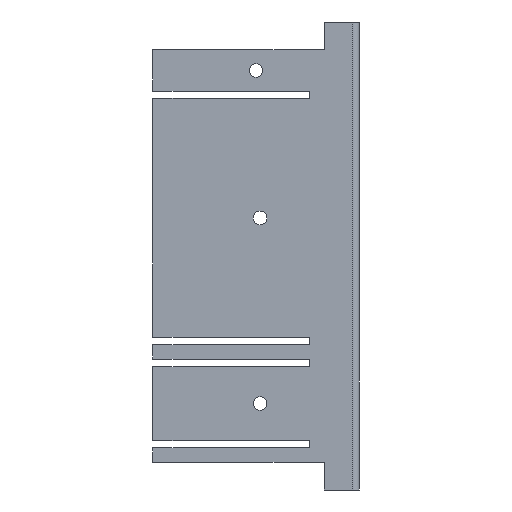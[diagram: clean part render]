
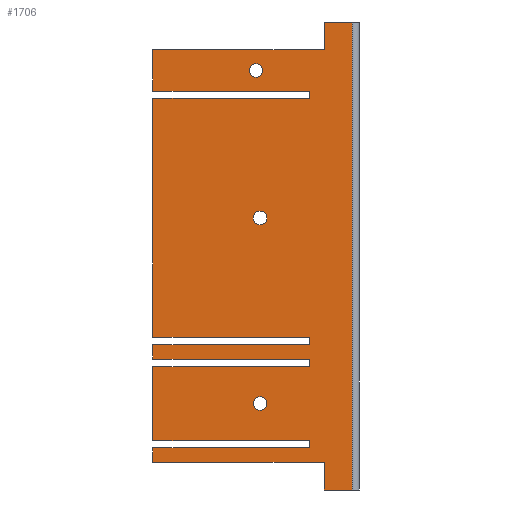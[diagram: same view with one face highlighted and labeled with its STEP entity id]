
A CAD part, left-side view. The second image highlights one B-rep face of the part: STEP entity #1706.
In plain terms, the highlighted planar face has unit normal (-1, 0, 0).
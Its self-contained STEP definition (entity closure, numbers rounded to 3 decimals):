
#18=FACE_BOUND('',#219,.T.);
#19=FACE_BOUND('',#220,.T.);
#20=FACE_BOUND('',#221,.T.);
#72=PLANE('',#1820);
#128=FACE_OUTER_BOUND('',#218,.T.);
#218=EDGE_LOOP('',(#1255,#1256,#1257,#1258,#1259,#1260,#1261,#1262,#1263,
#1264,#1265,#1266,#1267,#1268,#1269,#1270,#1271,#1272,#1273,#1274,#1275,
#1276,#1277,#1278));
#219=EDGE_LOOP('',(#1279));
#220=EDGE_LOOP('',(#1280));
#221=EDGE_LOOP('',(#1281));
#347=LINE('',#2514,#520);
#350=LINE('',#2520,#523);
#354=LINE('',#2527,#527);
#357=LINE('',#2535,#530);
#360=LINE('',#2541,#533);
#364=LINE('',#2548,#537);
#384=LINE('',#2589,#557);
#385=LINE('',#2592,#558);
#387=LINE('',#2595,#560);
#388=LINE('',#2597,#561);
#389=LINE('',#2599,#562);
#390=LINE('',#2601,#563);
#391=LINE('',#2603,#564);
#392=LINE('',#2605,#565);
#393=LINE('',#2607,#566);
#394=LINE('',#2609,#567);
#395=LINE('',#2611,#568);
#396=LINE('',#2613,#569);
#397=LINE('',#2615,#570);
#398=LINE('',#2617,#571);
#399=LINE('',#2619,#572);
#400=LINE('',#2621,#573);
#401=LINE('',#2623,#574);
#402=LINE('',#2624,#575);
#520=VECTOR('',#2017,10.);
#523=VECTOR('',#2022,10.);
#527=VECTOR('',#2028,10.);
#530=VECTOR('',#2033,10.);
#533=VECTOR('',#2038,10.);
#537=VECTOR('',#2044,10.);
#557=VECTOR('',#2070,10.);
#558=VECTOR('',#2073,10.);
#560=VECTOR('',#2077,10.);
#561=VECTOR('',#2078,10.);
#562=VECTOR('',#2079,10.);
#563=VECTOR('',#2080,10.);
#564=VECTOR('',#2081,10.);
#565=VECTOR('',#2082,10.);
#566=VECTOR('',#2083,10.);
#567=VECTOR('',#2084,10.);
#568=VECTOR('',#2085,10.);
#569=VECTOR('',#2086,10.);
#570=VECTOR('',#2087,10.);
#571=VECTOR('',#2088,10.);
#572=VECTOR('',#2089,10.);
#573=VECTOR('',#2090,10.);
#574=VECTOR('',#2091,10.);
#575=VECTOR('',#2092,10.);
#681=CIRCLE('',#1805,1.65);
#683=CIRCLE('',#1808,1.65);
#686=CIRCLE('',#1821,1.65);
#763=VERTEX_POINT('',#2496);
#765=VERTEX_POINT('',#2502);
#769=VERTEX_POINT('',#2511);
#770=VERTEX_POINT('',#2513);
#772=VERTEX_POINT('',#2519);
#774=VERTEX_POINT('',#2525);
#777=VERTEX_POINT('',#2532);
#778=VERTEX_POINT('',#2534);
#780=VERTEX_POINT('',#2540);
#782=VERTEX_POINT('',#2546);
#800=VERTEX_POINT('',#2587);
#801=VERTEX_POINT('',#2591);
#802=VERTEX_POINT('',#2596);
#803=VERTEX_POINT('',#2598);
#804=VERTEX_POINT('',#2600);
#805=VERTEX_POINT('',#2602);
#806=VERTEX_POINT('',#2604);
#807=VERTEX_POINT('',#2606);
#808=VERTEX_POINT('',#2608);
#809=VERTEX_POINT('',#2610);
#810=VERTEX_POINT('',#2612);
#811=VERTEX_POINT('',#2614);
#812=VERTEX_POINT('',#2616);
#813=VERTEX_POINT('',#2618);
#814=VERTEX_POINT('',#2620);
#815=VERTEX_POINT('',#2622);
#816=VERTEX_POINT('',#2625);
#933=EDGE_CURVE('',#763,#763,#681,.T.);
#936=EDGE_CURVE('',#765,#765,#683,.T.);
#941=EDGE_CURVE('',#770,#769,#347,.T.);
#944=EDGE_CURVE('',#772,#770,#350,.T.);
#948=EDGE_CURVE('',#769,#774,#354,.T.);
#951=EDGE_CURVE('',#778,#777,#357,.T.);
#954=EDGE_CURVE('',#780,#778,#360,.T.);
#958=EDGE_CURVE('',#777,#782,#364,.T.);
#979=EDGE_CURVE('',#782,#800,#384,.T.);
#980=EDGE_CURVE('',#801,#772,#385,.T.);
#982=EDGE_CURVE('',#774,#780,#387,.T.);
#983=EDGE_CURVE('',#800,#802,#388,.T.);
#984=EDGE_CURVE('',#802,#803,#389,.T.);
#985=EDGE_CURVE('',#803,#804,#390,.T.);
#986=EDGE_CURVE('',#804,#805,#391,.T.);
#987=EDGE_CURVE('',#805,#806,#392,.T.);
#988=EDGE_CURVE('',#806,#807,#393,.T.);
#989=EDGE_CURVE('',#807,#808,#394,.T.);
#990=EDGE_CURVE('',#808,#809,#395,.T.);
#991=EDGE_CURVE('',#809,#810,#396,.T.);
#992=EDGE_CURVE('',#810,#811,#397,.T.);
#993=EDGE_CURVE('',#811,#812,#398,.T.);
#994=EDGE_CURVE('',#812,#813,#399,.T.);
#995=EDGE_CURVE('',#813,#814,#400,.T.);
#996=EDGE_CURVE('',#814,#815,#401,.T.);
#997=EDGE_CURVE('',#815,#801,#402,.T.);
#998=EDGE_CURVE('',#816,#816,#686,.T.);
#1255=ORIENTED_EDGE('',*,*,#944,.T.);
#1256=ORIENTED_EDGE('',*,*,#941,.T.);
#1257=ORIENTED_EDGE('',*,*,#948,.T.);
#1258=ORIENTED_EDGE('',*,*,#982,.T.);
#1259=ORIENTED_EDGE('',*,*,#954,.T.);
#1260=ORIENTED_EDGE('',*,*,#951,.T.);
#1261=ORIENTED_EDGE('',*,*,#958,.T.);
#1262=ORIENTED_EDGE('',*,*,#979,.T.);
#1263=ORIENTED_EDGE('',*,*,#983,.T.);
#1264=ORIENTED_EDGE('',*,*,#984,.T.);
#1265=ORIENTED_EDGE('',*,*,#985,.T.);
#1266=ORIENTED_EDGE('',*,*,#986,.T.);
#1267=ORIENTED_EDGE('',*,*,#987,.T.);
#1268=ORIENTED_EDGE('',*,*,#988,.T.);
#1269=ORIENTED_EDGE('',*,*,#989,.T.);
#1270=ORIENTED_EDGE('',*,*,#990,.T.);
#1271=ORIENTED_EDGE('',*,*,#991,.T.);
#1272=ORIENTED_EDGE('',*,*,#992,.T.);
#1273=ORIENTED_EDGE('',*,*,#993,.T.);
#1274=ORIENTED_EDGE('',*,*,#994,.T.);
#1275=ORIENTED_EDGE('',*,*,#995,.T.);
#1276=ORIENTED_EDGE('',*,*,#996,.T.);
#1277=ORIENTED_EDGE('',*,*,#997,.T.);
#1278=ORIENTED_EDGE('',*,*,#980,.T.);
#1279=ORIENTED_EDGE('',*,*,#933,.T.);
#1280=ORIENTED_EDGE('',*,*,#936,.T.);
#1281=ORIENTED_EDGE('',*,*,#998,.T.);
#1706=ADVANCED_FACE('',(#128,#18,#19,#20),#72,.F.);
#1805=AXIS2_PLACEMENT_3D('',#2497,#2001,#2002);
#1808=AXIS2_PLACEMENT_3D('',#2503,#2008,#2009);
#1820=AXIS2_PLACEMENT_3D('',#2594,#2075,#2076);
#1821=AXIS2_PLACEMENT_3D('',#2626,#2093,#2094);
#2001=DIRECTION('center_axis',(1.,0.,0.));
#2002=DIRECTION('ref_axis',(0.,-1.,0.));
#2008=DIRECTION('center_axis',(1.,0.,0.));
#2009=DIRECTION('ref_axis',(0.,-1.,0.));
#2017=DIRECTION('',(0.,0.,-1.));
#2022=DIRECTION('',(0.,-1.,0.));
#2028=DIRECTION('',(0.,1.,0.));
#2033=DIRECTION('',(0.,0.,-1.));
#2038=DIRECTION('',(0.,-1.,0.));
#2044=DIRECTION('',(0.,1.,0.));
#2070=DIRECTION('',(0.,0.,-1.));
#2073=DIRECTION('',(0.,0.,-1.));
#2075=DIRECTION('center_axis',(1.,0.,0.));
#2076=DIRECTION('ref_axis',(0.,1.,0.));
#2077=DIRECTION('',(0.,0.,-1.));
#2078=DIRECTION('',(0.,-1.,0.));
#2079=DIRECTION('',(0.,0.,-1.));
#2080=DIRECTION('',(0.,-1.,0.));
#2081=DIRECTION('',(0.,0.,1.));
#2082=DIRECTION('',(0.,1.,0.));
#2083=DIRECTION('',(0.,0.,-1.));
#2084=DIRECTION('',(0.,1.,0.));
#2085=DIRECTION('',(0.,0.,-1.));
#2086=DIRECTION('',(0.,-1.,0.));
#2087=DIRECTION('',(0.,0.,-1.));
#2088=DIRECTION('',(0.,1.,0.));
#2089=DIRECTION('',(0.,0.,-1.));
#2090=DIRECTION('',(0.,-1.,0.));
#2091=DIRECTION('',(0.,0.,-1.));
#2092=DIRECTION('',(0.,1.,0.));
#2093=DIRECTION('center_axis',(1.,0.,0.));
#2094=DIRECTION('ref_axis',(0.,1.,0.));
#2496=CARTESIAN_POINT('',(0.,25.65,-47.5));
#2497=CARTESIAN_POINT('Origin',(0.,24.,-47.5));
#2502=CARTESIAN_POINT('',(0.,25.65,-92.525));
#2503=CARTESIAN_POINT('Origin',(0.,24.,-92.525));
#2511=CARTESIAN_POINT('',(0.,12.,-83.55));
#2513=CARTESIAN_POINT('',(0.,12.,-81.75));
#2514=CARTESIAN_POINT('',(0.,12.,-69.25));
#2519=CARTESIAN_POINT('',(0.,50.,-81.75));
#2520=CARTESIAN_POINT('',(0.,27.125,-81.75));
#2525=CARTESIAN_POINT('',(0.,50.,-83.55));
#2527=CARTESIAN_POINT('',(0.,8.125,-83.55));
#2532=CARTESIAN_POINT('',(0.,12.,-103.3));
#2534=CARTESIAN_POINT('',(0.,12.,-101.5));
#2535=CARTESIAN_POINT('',(0.,12.,-79.125));
#2540=CARTESIAN_POINT('',(0.,50.,-101.5));
#2541=CARTESIAN_POINT('',(0.,27.125,-101.5));
#2546=CARTESIAN_POINT('',(0.,50.,-103.3));
#2548=CARTESIAN_POINT('',(0.,8.125,-103.3));
#2587=CARTESIAN_POINT('',(0.,50.,-106.75));
#2589=CARTESIAN_POINT('',(0.,50.,-6.75));
#2591=CARTESIAN_POINT('',(0.,50.,-78.25));
#2592=CARTESIAN_POINT('',(0.,50.,-6.75));
#2594=CARTESIAN_POINT('Origin',(0.,4.25,-56.75));
#2595=CARTESIAN_POINT('',(0.,50.,-6.75));
#2596=CARTESIAN_POINT('',(0.,8.5,-106.75));
#2597=CARTESIAN_POINT('',(0.,50.,-106.75));
#2598=CARTESIAN_POINT('',(0.,8.5,-113.5));
#2599=CARTESIAN_POINT('',(0.,8.5,0.));
#2600=CARTESIAN_POINT('',(0.,1.626,-113.5));
#2601=CARTESIAN_POINT('',(0.,8.5,-113.5));
#2602=CARTESIAN_POINT('',(0.,1.626,0.));
#2603=CARTESIAN_POINT('',(0.,1.626,-28.375));
#2604=CARTESIAN_POINT('',(0.,8.5,0.));
#2605=CARTESIAN_POINT('',(0.,0.,0.));
#2606=CARTESIAN_POINT('',(0.,8.5,-6.75));
#2607=CARTESIAN_POINT('',(0.,8.5,0.));
#2608=CARTESIAN_POINT('',(0.,50.,-6.75));
#2609=CARTESIAN_POINT('',(0.,8.5,-6.75));
#2610=CARTESIAN_POINT('',(0.,50.,-16.75));
#2611=CARTESIAN_POINT('',(0.,50.,-6.75));
#2612=CARTESIAN_POINT('',(0.,12.,-16.75));
#2613=CARTESIAN_POINT('',(0.,8.125,-16.75));
#2614=CARTESIAN_POINT('',(0.,12.,-18.55));
#2615=CARTESIAN_POINT('',(0.,12.,-37.65));
#2616=CARTESIAN_POINT('',(0.,50.,-18.55));
#2617=CARTESIAN_POINT('',(0.,27.125,-18.55));
#2618=CARTESIAN_POINT('',(0.,50.,-76.45));
#2619=CARTESIAN_POINT('',(0.,50.,-6.75));
#2620=CARTESIAN_POINT('',(0.,12.,-76.45));
#2621=CARTESIAN_POINT('',(0.,8.125,-76.45));
#2622=CARTESIAN_POINT('',(0.,12.,-78.25));
#2623=CARTESIAN_POINT('',(0.,12.,-67.5));
#2624=CARTESIAN_POINT('',(0.,27.125,-78.25));
#2625=CARTESIAN_POINT('',(0.,23.35,-11.75));
#2626=CARTESIAN_POINT('Origin',(0.,25.,-11.75));
